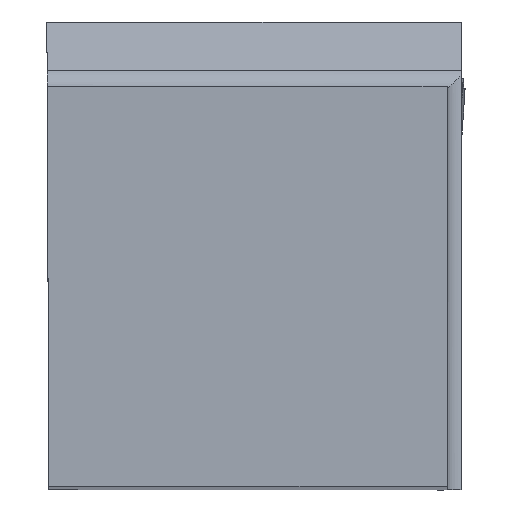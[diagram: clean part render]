
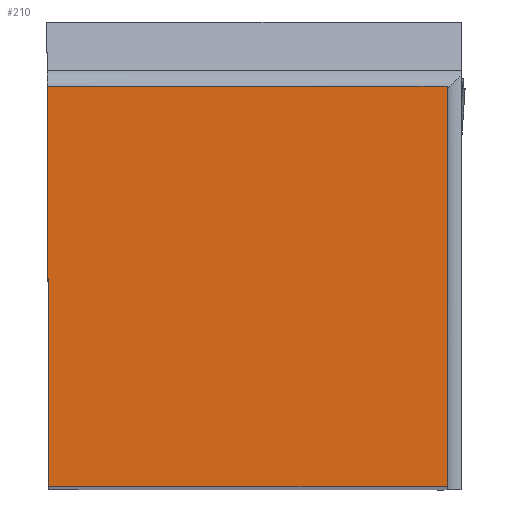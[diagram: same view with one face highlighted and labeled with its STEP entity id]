
A CAD part, top view. The second image highlights one B-rep face of the part: STEP entity #210.
In plain terms, the highlighted planar face has unit normal (0, 0, 1).
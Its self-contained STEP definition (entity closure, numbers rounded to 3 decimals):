
#210=ADVANCED_FACE('CU_BACK_SU1',(#333),#293,.F.);
#293=PLANE('',#1834);
#333=FACE_OUTER_BOUND('',#417,.T.);
#417=EDGE_LOOP('',(#583,#584,#585,#586));
#583=ORIENTED_EDGE('',*,*,#1195,.T.);
#584=ORIENTED_EDGE('',*,*,#1202,.T.);
#585=ORIENTED_EDGE('',*,*,#1203,.T.);
#586=ORIENTED_EDGE('',*,*,#1198,.F.);
#1036=VERTEX_POINT('',#2510);
#1037=VERTEX_POINT('',#2512);
#1038=VERTEX_POINT('',#2517);
#1041=VERTEX_POINT('',#2525);
#1195=EDGE_CURVE('',#1037,#1036,#1425,.T.);
#1198=EDGE_CURVE('',#1037,#1038,#1428,.T.);
#1202=EDGE_CURVE('',#1036,#1041,#1431,.T.);
#1203=EDGE_CURVE('',#1041,#1038,#1432,.T.);
#1425=LINE('',#2511,#1565);
#1428=LINE('',#2516,#1568);
#1431=LINE('',#2524,#1571);
#1432=LINE('',#2526,#1572);
#1565=VECTOR('',#2026,1.);
#1568=VECTOR('',#2031,1.);
#1571=VECTOR('',#2038,1.);
#1572=VECTOR('',#2039,1.);
#1834=AXIS2_PLACEMENT_3D('',#2527,#2040,#2041);
#2026=DIRECTION('',(1.,0.,0.));
#2031=DIRECTION('',(-0.004,1.,0.));
#2038=DIRECTION('',(0.,1.,0.));
#2039=DIRECTION('',(-1.,0.,0.));
#2040=DIRECTION('',(0.,0.,-1.));
#2041=DIRECTION('',(-1.,0.,0.));
#2510=CARTESIAN_POINT('',(24.875,0.,0.));
#2511=CARTESIAN_POINT('',(49.356,0.,0.));
#2512=CARTESIAN_POINT('',(0.109,0.,0.));
#2516=CARTESIAN_POINT('',(-0.086,44.659,0.));
#2517=CARTESIAN_POINT('',(0.,24.875,0.));
#2524=CARTESIAN_POINT('',(24.875,44.875,0.));
#2525=CARTESIAN_POINT('',(24.875,24.875,0.));
#2526=CARTESIAN_POINT('',(49.356,24.875,0.));
#2527=CARTESIAN_POINT('',(49.356,44.875,0.));
